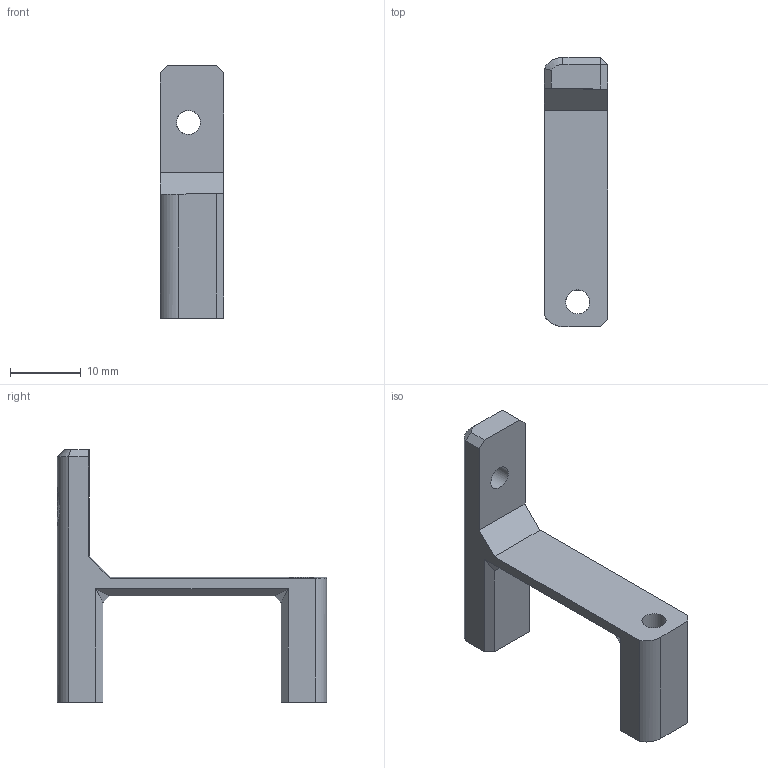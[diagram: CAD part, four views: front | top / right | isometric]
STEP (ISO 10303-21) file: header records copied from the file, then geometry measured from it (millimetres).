
FILE_DESCRIPTION(/* description */ (''),/* implementation_level */ '2;1');
FILE_NAME(/* name */ 'Beacon Mount 3.step',/* time_stamp */ '2023-04-22T15:53:18-04:00',/* author */ (''),/* organization */ (''),/* preprocessor_version */ 'ST-DEVELOPER v19.2',/* originating_system */ 'Autodesk Translation Framework v12.4.0.73',/* authorisation */ '');
FILE_SCHEMA (('AUTOMOTIVE_DESIGN { 1 0 10303 214 3 1 1 }'));
Length unit declared in the file: millimetre
Products named in the file (1): Beacon Mount 3
Bounding box: 9 x 38 x 35.63 mm (x, y, z)
Volume: 2923.4 mm3; surface area: 2445 mm2
Topology: 1 solids, 1 shells, 39 faces, 94 edges, 57 vertices
Faces by surface type: plane 32, cylinder 5, cone 2
Full cylindrical faces by diameter (mm): 3.2 x1, 3.4 x2
Entity records: 1170 total; most frequent: CARTESIAN_POINT 212, ORIENTED_EDGE 188, DIRECTION 185, EDGE_CURVE 94, LINE 79, VECTOR 79, VERTEX_POINT 57, AXIS2_PLACEMENT_3D 53
